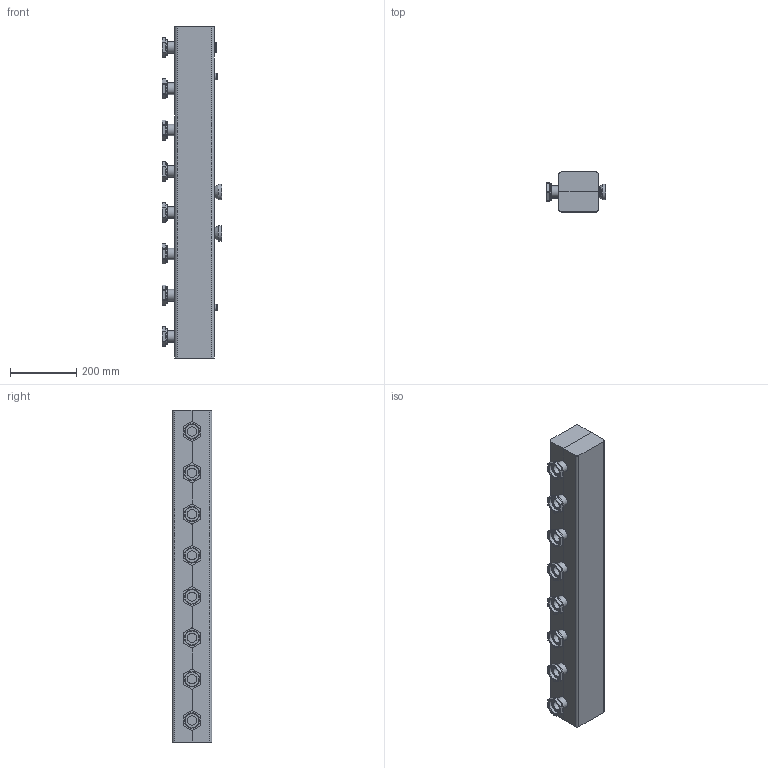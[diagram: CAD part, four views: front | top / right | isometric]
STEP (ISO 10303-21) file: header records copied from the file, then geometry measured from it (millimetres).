
FILE_DESCRIPTION(/* description */ (''),/* implementation_level */ '2;1');
FILE_NAME(/* name */ 'C70 4F DN25.stp',/* time_stamp */ '2015-09-28T21:02:11+02:00',/* author */ ('ARTUR'),/* organization */ (''),/* preprocessor_version */ 'ST-DEVELOPER v15.6',/* originating_system */ 'Autodesk Inventor 2015',/* authorisation */ '');
FILE_SCHEMA (('CONFIG_CONTROL_DESIGN'));
Length unit declared in the file: millimetre
Products named in the file (5): C704F-01.00; C704F-02.00; nakrętka GW 1 1_2; C704F-02.00_MIR; C70 4F DN25
Bounding box: 180 x 120 x 1005 mm (x, y, z)
Volume: 14419734.6 mm3; surface area: 1323531.9 mm2
Topology: 11 solids, 11 shells, 390 faces, 888 edges, 564 vertices
Faces by surface type: plane 210, cylinder 138, torus 26, cone 16
Full cylindrical faces by diameter (mm): 8 x2, 20 x2, 25 x2, 28 x10, 30 x2, 33 x2, 35 x8, 36 x8, 45 x8, 47 x2, 51 x8
Entity records: 5537 total; most frequent: DIRECTION 1008, CARTESIAN_POINT 899, ORIENTED_EDGE 784, AXIS2_PLACEMENT_3D 399, EDGE_CURVE 392, EDGE_LOOP 294, VERTEX_POINT 290, LINE 210
